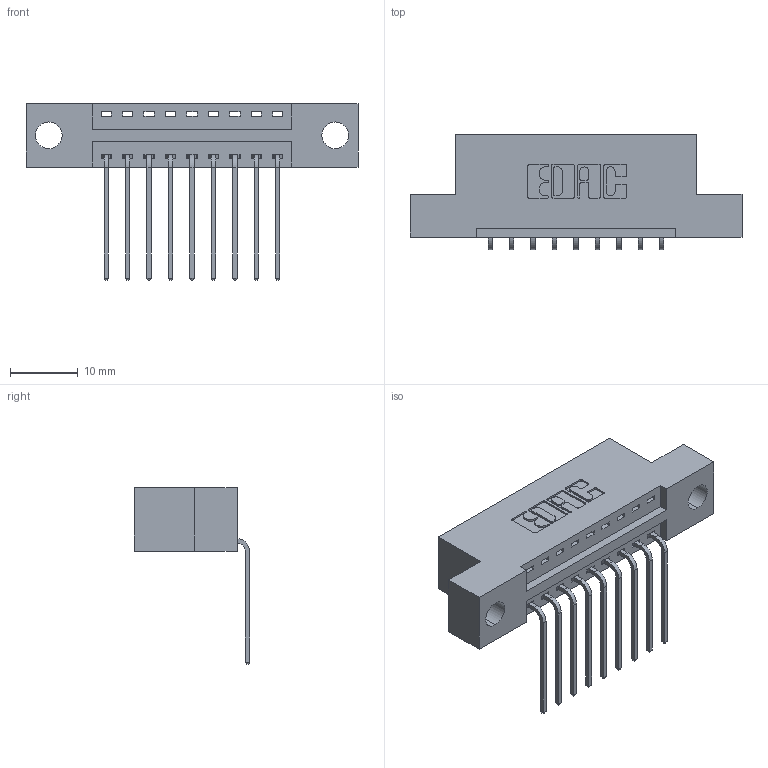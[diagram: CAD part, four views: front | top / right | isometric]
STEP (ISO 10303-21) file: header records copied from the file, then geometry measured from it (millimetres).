
FILE_DESCRIPTION (( 'STEP AP203' ), '1' );
FILE_NAME ('346-009-559-104.STEP', '2022-05-04T22:59:44', ( '' ), ( '' ), 'SwSTEP 2.0', 'SolidWorks 2020', '' );
FILE_SCHEMA (( 'CONFIG_CONTROL_DESIGN' ));
Length unit declared in the file: inch
Products named in the file (3): 346-009-559-104; 345-292-001_558 559 Tail - 1; 346 Part_Flush Mounting Lugs - 0.156 Dia-TH
Assembly tree (10 placements, depth 2):
  346-009-559-104
    346 Part_Flush Mounting Lugs - 0.156 Dia-TH
    345-292-001_558 559 Tail - 1  x9
Bounding box: 49.15 x 17.08 x 26.16 mm (x, y, z)
Volume: 4401.3 mm3; surface area: 5161.1 mm2
Topology: 10 solids, 10 shells, 676 faces, 2003 edges, 1322 vertices
Faces by surface type: plane 468, cylinder 208
Entity records: 10531 total; most frequent: CARTESIAN_POINT 1825, ORIENTED_EDGE 1766, DIRECTION 1649, EDGE_CURVE 883, VECTOR 715, LINE 715, VERTEX_POINT 586, AXIS2_PLACEMENT_3D 467
